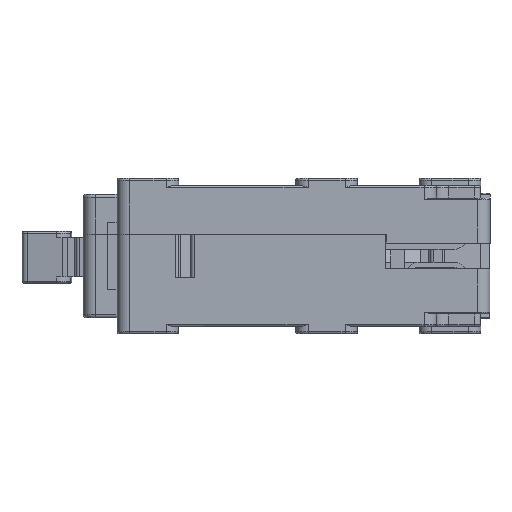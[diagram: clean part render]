
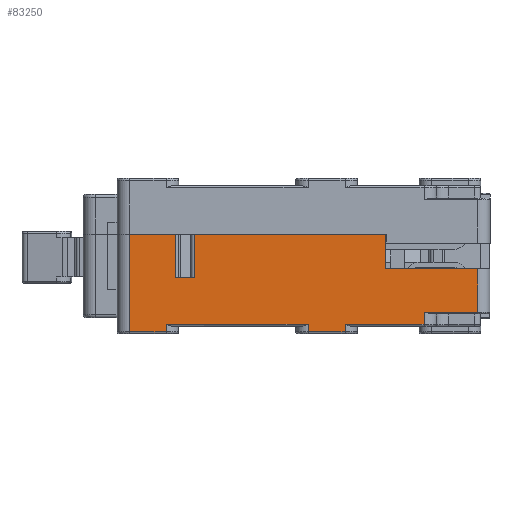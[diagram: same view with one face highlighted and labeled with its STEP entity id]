
A CAD part, left-side view. The second image highlights one B-rep face of the part: STEP entity #83250.
In plain terms, the highlighted planar face has unit normal (-1, 0, 0).
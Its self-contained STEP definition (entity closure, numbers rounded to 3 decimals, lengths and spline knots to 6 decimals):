
#57728=DIRECTION('',(0.,1.,0.));
#57729=VECTOR('',#57728,0.006);
#57730=CARTESIAN_POINT('',(-0.03555,-0.008,0.0002));
#57731=LINE('',#57730,#57729);
#57759=DIRECTION('',(0.,0.,1.));
#57760=VECTOR('',#57759,0.0158);
#57761=CARTESIAN_POINT('',(-0.03555,-0.002,0.0002));
#57762=LINE('',#57761,#57760);
#58097=DIRECTION('',(0.,-1.,0.));
#58098=VECTOR('',#58097,0.031);
#58099=CARTESIAN_POINT('',(-0.03555,-0.0125,0.016));
#58100=LINE('',#58099,#58098);
#58492=DIRECTION('',(0.,0.,-1.));
#58493=VECTOR('',#58492,0.0056);
#58494=CARTESIAN_POINT('',(-0.03555,-0.0435,0.016));
#58495=LINE('',#58494,#58493);
#58526=DIRECTION('',(0.,-1.,0.));
#58527=VECTOR('',#58526,0.015);
#58528=CARTESIAN_POINT('',(-0.03555,-0.0435,0.0104));
#58529=LINE('',#58528,#58527);
#58649=DIRECTION('',(0.,0.,-1.));
#58650=VECTOR('',#58649,0.007);
#58651=CARTESIAN_POINT('',(-0.03555,-0.0585,0.0104));
#58652=LINE('',#58651,#58650);
#58776=DIRECTION('',(0.,1.,0.));
#58777=VECTOR('',#58776,0.0128);
#58778=CARTESIAN_POINT('',(-0.03555,-0.0498,0.0014));
#58779=LINE('',#58778,#58777);
#58793=DIRECTION('',(0.,1.,0.));
#58794=VECTOR('',#58793,0.003);
#58795=CARTESIAN_POINT('',(-0.03555,-0.0125,0.009));
#58796=LINE('',#58795,#58794);
#58797=DIRECTION('',(0.,0.,1.));
#58798=VECTOR('',#58797,0.0012);
#58799=CARTESIAN_POINT('',(-0.03555,-0.008,0.0002));
#58800=LINE('',#58799,#58798);
#58801=DIRECTION('',(0.,1.,0.));
#58802=VECTOR('',#58801,0.0075);
#58803=CARTESIAN_POINT('',(-0.03555,-0.0095,0.016));
#58804=LINE('',#58803,#58802);
#58809=DIRECTION('',(0.,0.,-1.));
#58810=VECTOR('',#58809,0.007);
#58811=CARTESIAN_POINT('',(-0.03555,-0.0095,0.016));
#58812=LINE('',#58811,#58810);
#58840=DIRECTION('',(0.,0.,1.));
#58841=VECTOR('',#58840,0.007);
#58842=CARTESIAN_POINT('',(-0.03555,-0.0125,0.009));
#58843=LINE('',#58842,#58841);
#58848=DIRECTION('',(0.,1.,0.));
#58849=VECTOR('',#58848,0.0087);
#58850=CARTESIAN_POINT('',(-0.03555,-0.0585,0.0034));
#58851=LINE('',#58850,#58849);
#58909=DIRECTION('',(0.,0.,-1.));
#58910=VECTOR('',#58909,0.002);
#58911=CARTESIAN_POINT('',(-0.03555,-0.0498,
0.0034));
#58912=LINE('',#58911,#58910);
#58917=DIRECTION('',(0.,0.,-1.));
#58918=VECTOR('',#58917,0.0012);
#58919=CARTESIAN_POINT('',(-0.03555,-0.037,
0.0014));
#58920=LINE('',#58919,#58918);
#58946=DIRECTION('',(0.,0.,1.));
#58947=VECTOR('',#58946,0.0012);
#58948=CARTESIAN_POINT('',(-0.03555,-0.031,0.0002));
#58949=LINE('',#58948,#58947);
#58958=DIRECTION('',(0.,1.,0.));
#58959=VECTOR('',#58958,0.023);
#58960=CARTESIAN_POINT('',(-0.03555,-0.031,
0.0014));
#58961=LINE('',#58960,#58959);
#59194=DIRECTION('',(0.,1.,0.));
#59195=VECTOR('',#59194,0.006);
#59196=CARTESIAN_POINT('',(-0.03555,-0.037,0.0002));
#59197=LINE('',#59196,#59195);
#68825=CARTESIAN_POINT('',(-0.03555,-0.0585,0.0104));
#68826=CARTESIAN_POINT('',(-0.03555,-0.0585,0.0034));
#68827=VERTEX_POINT('',#68825);
#68828=VERTEX_POINT('',#68826);
#68849=CARTESIAN_POINT('',(-0.03555,-0.0498,
0.0034));
#68850=VERTEX_POINT('',#68849);
#68852=CARTESIAN_POINT('',(-0.03555,-0.0498,0.0014));
#68853=VERTEX_POINT('',#68852);
#68864=CARTESIAN_POINT('',(-0.03555,-0.037,
0.0014));
#68865=VERTEX_POINT('',#68864);
#68872=CARTESIAN_POINT('',(-0.03555,-0.037,0.0002));
#68873=VERTEX_POINT('',#68872);
#68876=CARTESIAN_POINT('',(-0.03555,-0.031,0.0002));
#68877=CARTESIAN_POINT('',(-0.03555,-0.031,
0.0014));
#68878=VERTEX_POINT('',#68876);
#68879=VERTEX_POINT('',#68877);
#68884=CARTESIAN_POINT('',(-0.03555,-0.0095,0.016));
#68885=CARTESIAN_POINT('',(-0.03555,-0.002,0.016));
#68886=VERTEX_POINT('',#68884);
#68887=VERTEX_POINT('',#68885);
#68888=CARTESIAN_POINT('',(-0.03555,-0.008,
0.0014));
#68889=VERTEX_POINT('',#68888);
#68890=CARTESIAN_POINT('',(-0.03555,-0.008,0.0002));
#68891=VERTEX_POINT('',#68890);
#70081=CARTESIAN_POINT('',(-0.03555,-0.002,0.0002));
#70082=VERTEX_POINT('',#70081);
#70234=CARTESIAN_POINT('',(-0.03555,-0.0125,0.009));
#70235=CARTESIAN_POINT('',(-0.03555,-0.0125,0.016));
#70236=VERTEX_POINT('',#70234);
#70237=VERTEX_POINT('',#70235);
#70796=CARTESIAN_POINT('',(-0.03555,-0.0435,0.016));
#70797=VERTEX_POINT('',#70796);
#70802=CARTESIAN_POINT('',(-0.03555,-0.0435,0.0104));
#70803=VERTEX_POINT('',#70802);
#70887=CARTESIAN_POINT('',(-0.03555,-0.0095,0.009));
#70888=VERTEX_POINT('',#70887);
#83215=CARTESIAN_POINT('',(-0.03555,0.,0.));
#83216=DIRECTION('',(-1.,0.,0.));
#83217=DIRECTION('',(0.,-1.,0.));
#83218=AXIS2_PLACEMENT_3D('',#83215,#83216,#83217);
#83219=PLANE('',#83218);
#83221=ORIENTED_EDGE('',*,*,#83220,.T.);
#83223=ORIENTED_EDGE('',*,*,#83222,.F.);
#83225=ORIENTED_EDGE('',*,*,#83224,.T.);
#83226=ORIENTED_EDGE('',*,*,#82216,.T.);
#83227=ORIENTED_EDGE('',*,*,#82598,.T.);
#83228=ORIENTED_EDGE('',*,*,#82629,.T.);
#83229=ORIENTED_EDGE('',*,*,#82967,.T.);
#83231=ORIENTED_EDGE('',*,*,#83230,.T.);
#83233=ORIENTED_EDGE('',*,*,#83232,.T.);
#83234=ORIENTED_EDGE('',*,*,#83199,.T.);
#83236=ORIENTED_EDGE('',*,*,#83235,.T.);
#83238=ORIENTED_EDGE('',*,*,#83237,.T.);
#83240=ORIENTED_EDGE('',*,*,#83239,.T.);
#83242=ORIENTED_EDGE('',*,*,#83241,.T.);
#83244=ORIENTED_EDGE('',*,*,#83243,.F.);
#83245=ORIENTED_EDGE('',*,*,#81733,.T.);
#83246=ORIENTED_EDGE('',*,*,#81795,.T.);
#83247=ORIENTED_EDGE('',*,*,#81836,.F.);
#83248=EDGE_LOOP('',(#83221,#83223,#83225,#83226,#83227,#83228,#83229,#83231,
#83233,#83234,#83236,#83238,#83240,#83242,#83244,#83245,#83246,#83247));
#83249=FACE_OUTER_BOUND('',#83248,.F.);
#83250=ADVANCED_FACE('',(#83249),#83219,.T.);
#81733=EDGE_CURVE('',#68891,#70082,#57731,.T.);
#81795=EDGE_CURVE('',#70082,#68887,#57762,.T.);
#81836=EDGE_CURVE('',#68886,#68887,#58804,.T.);
#82216=EDGE_CURVE('',#70237,#70797,#58100,.T.);
#82598=EDGE_CURVE('',#70797,#70803,#58495,.T.);
#82629=EDGE_CURVE('',#70803,#68827,#58529,.T.);
#82967=EDGE_CURVE('',#68827,#68828,#58652,.T.);
#83199=EDGE_CURVE('',#68853,#68865,#58779,.T.);
#83220=EDGE_CURVE('',#68886,#70888,#58812,.T.);
#83222=EDGE_CURVE('',#70236,#70888,#58796,.T.);
#83224=EDGE_CURVE('',#70236,#70237,#58843,.T.);
#83230=EDGE_CURVE('',#68828,#68850,#58851,.T.);
#83232=EDGE_CURVE('',#68850,#68853,#58912,.T.);
#83235=EDGE_CURVE('',#68865,#68873,#58920,.T.);
#83237=EDGE_CURVE('',#68873,#68878,#59197,.T.);
#83239=EDGE_CURVE('',#68878,#68879,#58949,.T.);
#83241=EDGE_CURVE('',#68879,#68889,#58961,.T.);
#83243=EDGE_CURVE('',#68891,#68889,#58800,.T.);
